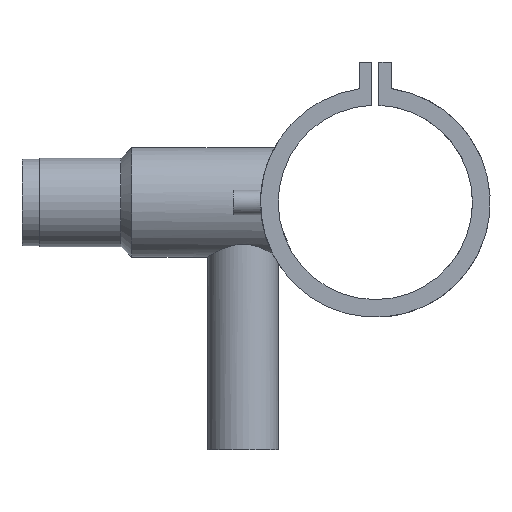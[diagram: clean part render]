
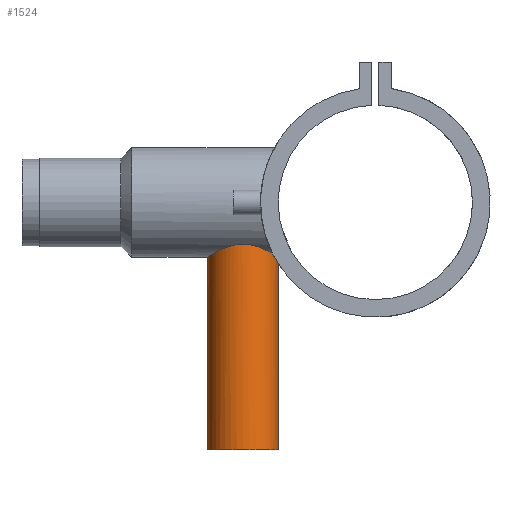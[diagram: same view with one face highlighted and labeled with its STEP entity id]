
A CAD part, left-side view. The second image highlights one B-rep face of the part: STEP entity #1524.
In plain terms, the highlighted cylindrical face has radius 20 mm (diameter 40 mm), a partial arc.
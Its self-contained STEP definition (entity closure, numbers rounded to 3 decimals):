
#5 = CARTESIAN_POINT ( 'NONE',  ( -15.106, 61.882, -27.073 ) ) ;
#44 = AXIS2_PLACEMENT_3D ( 'NONE', #273, #1065, #1861 ) ;
#50 = DIRECTION ( 'NONE',  ( 0., 1., 0. ) ) ;
#62 = DIRECTION ( 'NONE',  ( 0., 0., -1. ) ) ;
#65 = CARTESIAN_POINT ( 'NONE',  ( -7.066, 56.265, -32.551 ) ) ;
#161 = CARTESIAN_POINT ( 'NONE',  ( -1.122, 95., -31. ) ) ;
#172 = B_SPLINE_CURVE_WITH_KNOTS ( 'NONE', 3,
 ( #462, #1253, #2048, #265, #1057, #1851, #65, #859, #1651, #2445, #666, #1464, #2256, #479, #1267, #2064 ),
 .UNSPECIFIED., .F., .F.,
 ( 4, 2, 2, 2, 2, 2, 2, 4 ),
 ( 0.119, 0.12, 0.122, 0.125, 0.127, 0.128, 0.13, 0.131 ),
 .UNSPECIFIED. ) ;
#176 = CARTESIAN_POINT ( 'NONE',  ( -13.746, 89.565, -27.798 ) ) ;
#180 = EDGE_LOOP ( 'NONE', ( #2212, #2007, #1517, #983, #2175 ) ) ;
#186 = CARTESIAN_POINT ( 'NONE',  ( -19.916, 76.911, -23.756 ) ) ;
#201 = CARTESIAN_POINT ( 'NONE',  ( -17.503, 65.309, -25.588 ) ) ;
#248 = CYLINDRICAL_SURFACE ( 'NONE', #959, 20. ) ;
#265 = CARTESIAN_POINT ( 'NONE',  ( -9.423, 57.355, -30.588 ) ) ;
#273 = CARTESIAN_POINT ( 'NONE',  ( 0., 75., -140. ) ) ;
#334 = VERTEX_POINT ( 'NONE', #1753 ) ;
#372 = CARTESIAN_POINT ( 'NONE',  ( -11.278, 91.525, -28.88 ) ) ;
#384 = CARTESIAN_POINT ( 'NONE',  ( -19.025, 81.192, -24.476 ) ) ;
#400 = CARTESIAN_POINT ( 'NONE',  ( -18.435, 67.227, -24.924 ) ) ;
#418 = VERTEX_POINT ( 'NONE', #1391 ) ;
#462 = CARTESIAN_POINT ( 'NONE',  ( -10.748, 58.134, -29.077 ) ) ;
#479 = CARTESIAN_POINT ( 'NONE',  ( -1.081, 55.022, -34.606 ) ) ;
#569 = CARTESIAN_POINT ( 'NONE',  ( -8.515, 93.128, -29.824 ) ) ;
#578 = LINE ( 'NONE', #1374, #759 ) ;
#579 = CARTESIAN_POINT ( 'NONE',  ( -18.252, 83.194, -25.059 ) ) ;
#592 = CARTESIAN_POINT ( 'NONE',  ( -19.313, 69.774, -24.25 ) ) ;
#596 = EDGE_CURVE ( 'NONE', #418, #1347, #641, .T. ) ;
#606 = CARTESIAN_POINT ( 'NONE',  ( -12.472, 59.33, -28.394 ) ) ;
#620 = VERTEX_POINT ( 'NONE', #1805 ) ;
#641 = B_SPLINE_CURVE_WITH_KNOTS ( 'NONE', 3,
 ( #1950, #161, #958, #1752, #2546, #762, #1559, #2348, #569, #1361, #2153, #372, #1162, #1963, #176, #969, #1762, #2557, #774, #1569, #2358, #579, #1375, #2166, #384, #1177, #1975, #186, #981, #1775, #2567, #784, #1581, #2373, #592, #1390, #2182, #400, #1189, #1988, #201, #993, #1790, #5, #801, #1597, #2386, #606, #1404, #2195 ),
 .UNSPECIFIED., .F., .F.,
 ( 4, 2, 2, 2, 2, 2, 2, 2, 2, 2, 2, 2, 2, 2, 2, 2, 2, 2, 2, 2, 2, 2, 2, 2, 4 ),
 ( 0., 0.003, 0.005, 0.007, 0.01, 0.012, 0.013, 0.017, 0.018, 0.02, 0.023, 0.025, 0.026, 0.03, 0.031, 0.033, 0.036, 0.038, 0.04, 0.041, 0.043, 0.046, 0.048, 0.05, 0.053 ),
 .UNSPECIFIED. ) ;
#643 = CARTESIAN_POINT ( 'NONE',  ( -10.748, 58.134, -29.077 ) ) ;
#666 = CARTESIAN_POINT ( 'NONE',  ( -3.725, 55.343, -34.091 ) ) ;
#759 = VECTOR ( 'NONE', #2165, 1000. ) ;
#762 = CARTESIAN_POINT ( 'NONE',  ( -5.449, 94.251, -30.522 ) ) ;
#774 = CARTESIAN_POINT ( 'NONE',  ( -16.15, 86.81, -26.463 ) ) ;
#784 = CARTESIAN_POINT ( 'NONE',  ( -19.932, 73.018, -23.743 ) ) ;
#801 = CARTESIAN_POINT ( 'NONE',  ( -14.758, 61.491, -27.265 ) ) ;
#859 = CARTESIAN_POINT ( 'NONE',  ( -5.694, 55.822, -33.302 ) ) ;
#938 = CARTESIAN_POINT ( 'NONE',  ( 0., 55., -140. ) ) ;
#958 = CARTESIAN_POINT ( 'NONE',  ( -2.224, 94.906, -30.939 ) ) ;
#959 = AXIS2_PLACEMENT_3D ( 'NONE', #1039, #1836, #50 ) ;
#969 = CARTESIAN_POINT ( 'NONE',  ( -14.825, 88.434, -27.228 ) ) ;
#981 = CARTESIAN_POINT ( 'NONE',  ( -19.962, 76.356, -23.718 ) ) ;
#983 = ORIENTED_EDGE ( 'NONE', *, *, #2439, .T. ) ;
#993 = CARTESIAN_POINT ( 'NONE',  ( -16.7, 63.944, -26.125 ) ) ;
#1039 = CARTESIAN_POINT ( 'NONE',  ( 0., 75., 0. ) ) ;
#1053 = LINE ( 'NONE', #1848, #1624 ) ;
#1057 = CARTESIAN_POINT ( 'NONE',  ( -9.058, 57.163, -30.943 ) ) ;
#1065 = DIRECTION ( 'NONE',  ( 0., 0., -1. ) ) ;
#1162 = CARTESIAN_POINT ( 'NONE',  ( -11.714, 91.219, -28.705 ) ) ;
#1177 = CARTESIAN_POINT ( 'NONE',  ( -19.489, 79.624, -24.111 ) ) ;
#1189 = CARTESIAN_POINT ( 'NONE',  ( -18.221, 66.738, -25.081 ) ) ;
#1253 = CARTESIAN_POINT ( 'NONE',  ( -10.439, 57.937, -29.471 ) ) ;
#1267 = CARTESIAN_POINT ( 'NONE',  ( -0.54, 55., -34.641 ) ) ;
#1347 = VERTEX_POINT ( 'NONE', #643 ) ;
#1361 = CARTESIAN_POINT ( 'NONE',  ( -9.924, 92.372, -29.373 ) ) ;
#1374 = CARTESIAN_POINT ( 'NONE',  ( 0., 95., 0. ) ) ;
#1375 = CARTESIAN_POINT ( 'NONE',  ( -18.463, 82.708, -24.903 ) ) ;
#1390 = CARTESIAN_POINT ( 'NONE',  ( -19.001, 68.734, -24.495 ) ) ;
#1391 = CARTESIAN_POINT ( 'NONE',  ( 0., 95., -31. ) ) ;
#1398 = EDGE_CURVE ( 'NONE', #1347, #620, #172, .T. ) ;
#1404 = CARTESIAN_POINT ( 'NONE',  ( -11.638, 58.7, -28.748 ) ) ;
#1464 = CARTESIAN_POINT ( 'NONE',  ( -2.692, 55.175, -34.362 ) ) ;
#1517 = ORIENTED_EDGE ( 'NONE', *, *, #596, .F. ) ;
#1524 = ADVANCED_FACE ( 'NONE', ( #2030 ), #248, .T. ) ;
#1559 = CARTESIAN_POINT ( 'NONE',  ( -5.979, 94.093, -30.423 ) ) ;
#1569 = CARTESIAN_POINT ( 'NONE',  ( -17.041, 85.52, -25.905 ) ) ;
#1581 = CARTESIAN_POINT ( 'NONE',  ( -19.793, 71.926, -23.86 ) ) ;
#1584 = EDGE_CURVE ( 'NONE', #620, #1809, #1053, .T. ) ;
#1597 = CARTESIAN_POINT ( 'NONE',  ( -14.028, 60.735, -27.647 ) ) ;
#1617 = EDGE_CURVE ( 'NONE', #1809, #334, #2293, .T. ) ;
#1624 = VECTOR ( 'NONE', #62, 1000. ) ;
#1651 = CARTESIAN_POINT ( 'NONE',  ( -5.214, 55.685, -33.53 ) ) ;
#1752 = CARTESIAN_POINT ( 'NONE',  ( -3.848, 94.634, -30.765 ) ) ;
#1753 = CARTESIAN_POINT ( 'NONE',  ( 0., 95., -140. ) ) ;
#1762 = CARTESIAN_POINT ( 'NONE',  ( -15.171, 88.043, -27.037 ) ) ;
#1775 = CARTESIAN_POINT ( 'NONE',  ( -20.006, 75.235, -23.68 ) ) ;
#1790 = CARTESIAN_POINT ( 'NONE',  ( -16.101, 63.09, -26.502 ) ) ;
#1805 = CARTESIAN_POINT ( 'NONE',  ( 0., 55., -34.641 ) ) ;
#1809 = VERTEX_POINT ( 'NONE', #938 ) ;
#1836 = DIRECTION ( 'NONE',  ( 0., 0., -1. ) ) ;
#1848 = CARTESIAN_POINT ( 'NONE',  ( 0., 55., 0. ) ) ;
#1851 = CARTESIAN_POINT ( 'NONE',  ( -7.901, 56.607, -31.957 ) ) ;
#1861 = DIRECTION ( 'NONE',  ( 0., 1., 0. ) ) ;
#1950 = CARTESIAN_POINT ( 'NONE',  ( 0., 95., -31. ) ) ;
#1963 = CARTESIAN_POINT ( 'NONE',  ( -12.97, 90.261, -28.171 ) ) ;
#1975 = CARTESIAN_POINT ( 'NONE',  ( -19.713, 78.554, -23.926 ) ) ;
#1988 = CARTESIAN_POINT ( 'NONE',  ( -17.755, 65.779, -25.413 ) ) ;
#2007 = ORIENTED_EDGE ( 'NONE', *, *, #1398, .F. ) ;
#2030 = FACE_OUTER_BOUND ( 'NONE', #180, .T. ) ;
#2048 = CARTESIAN_POINT ( 'NONE',  ( -10.113, 57.741, -29.852 ) ) ;
#2064 = CARTESIAN_POINT ( 'NONE',  ( 0., 55., -34.641 ) ) ;
#2153 = CARTESIAN_POINT ( 'NONE',  ( -10.383, 92.102, -29.213 ) ) ;
#2165 = DIRECTION ( 'NONE',  ( 0., 0., -1. ) ) ;
#2166 = CARTESIAN_POINT ( 'NONE',  ( -18.849, 81.708, -24.612 ) ) ;
#2175 = ORIENTED_EDGE ( 'NONE', *, *, #1617, .F. ) ;
#2182 = CARTESIAN_POINT ( 'NONE',  ( -18.825, 68.225, -24.631 ) ) ;
#2195 = CARTESIAN_POINT ( 'NONE',  ( -10.748, 58.134, -29.077 ) ) ;
#2212 = ORIENTED_EDGE ( 'NONE', *, *, #1584, .F. ) ;
#2256 = CARTESIAN_POINT ( 'NONE',  ( -2.164, 55.11, -34.466 ) ) ;
#2293 = CIRCLE ( 'NONE', #44, 20. ) ;
#2348 = CARTESIAN_POINT ( 'NONE',  ( -7.53, 93.56, -30.09 ) ) ;
#2358 = CARTESIAN_POINT ( 'NONE',  ( -17.567, 84.619, -25.548 ) ) ;
#2373 = CARTESIAN_POINT ( 'NONE',  ( -19.45, 70.308, -24.14 ) ) ;
#2386 = CARTESIAN_POINT ( 'NONE',  ( -13.648, 60.371, -27.837 ) ) ;
#2439 = EDGE_CURVE ( 'NONE', #418, #334, #578, .T. ) ;
#2445 = CARTESIAN_POINT ( 'NONE',  ( -4.229, 55.446, -33.924 ) ) ;
#2546 = CARTESIAN_POINT ( 'NONE',  ( -4.385, 94.521, -30.693 ) ) ;
#2557 = CARTESIAN_POINT ( 'NONE',  ( -15.834, 87.23, -26.654 ) ) ;
#2567 = CARTESIAN_POINT ( 'NONE',  ( -20.005, 74.678, -23.681 ) ) ;
